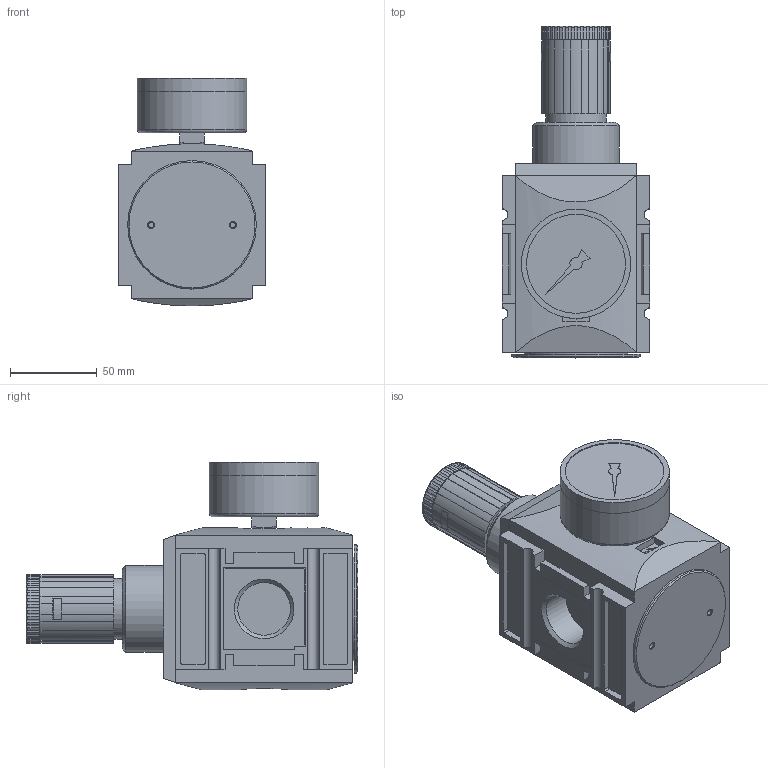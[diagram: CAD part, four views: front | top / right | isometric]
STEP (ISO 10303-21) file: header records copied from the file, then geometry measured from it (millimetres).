
FILE_DESCRIPTION(/* description */ ('','CAx-IF Rec.Pracs.---Representation and Presentation of Product Manufacturing Information (PMI)---3.8---2014-02-18'),/* implementation_level */ '2;1');
FILE_NAME(/* name */ '91704_GG10.stp',/* time_stamp */ '2018-05-09T08:59:55+02:00',/* author */ ('Stefan.Hausmann'),/* organization */ (''),/* preprocessor_version */ 'ST-DEVELOPER v16.13',/* originating_system */ 'Autodesk Inventor 2018',/* authorisation */ '');
FILE_SCHEMA (('AP242_MANAGED_MODEL_BASED_3D_ENGINEERING_MIM_LF { 1 0 10303 442 1 1 4 }'));
Length unit declared in the file: millimetre
Products named in the file (1): 91704_GG10
Bounding box: 85 x 191 x 131.14 mm (x, y, z)
Volume: 954457.7 mm3; surface area: 92284.2 mm2
Topology: 1 solids, 1 shells, 478 faces, 1254 edges, 819 vertices
Faces by surface type: plane 264, cylinder 164, torus 39, cone 11
Full cylindrical faces by diameter (mm): 3.2 x2, 10.773 x1, 11.445 x1, 16.5 x2, 16.8 x2, 30.291 x2, 32 x2, 35 x1, 37 x1, 42 x1, 50 x1, 57 x1, 60 x1, 62.96 x1, 63 x2, 74 x1
Entity records: 16572 total; most frequent: CARTESIAN_POINT 4306, DIRECTION 2451, ORIENTED_EDGE 2414, EDGE_CURVE 1207, AXIS2_PLACEMENT_3D 883, VERTEX_POINT 808, LINE 685, VECTOR 685
